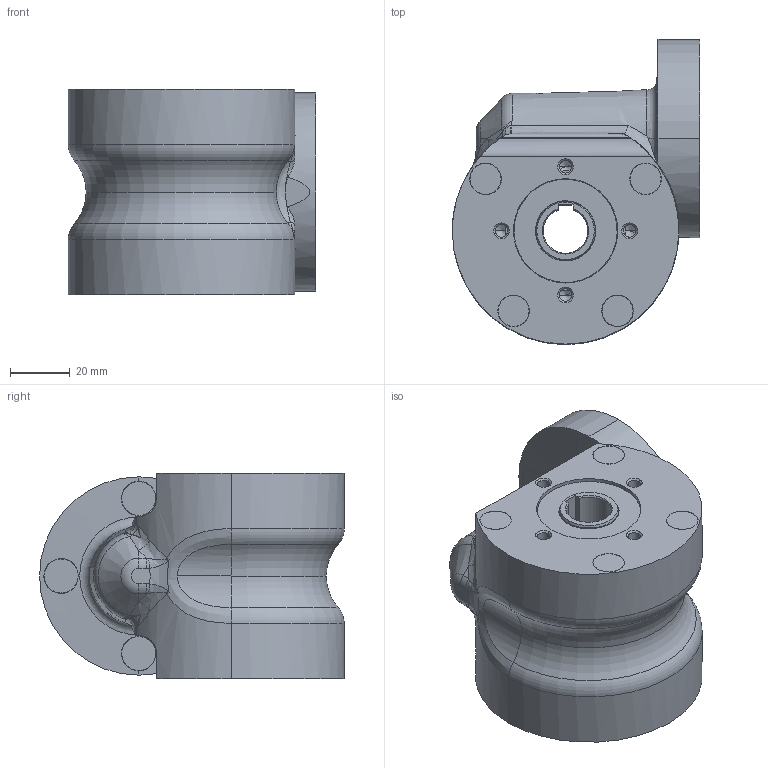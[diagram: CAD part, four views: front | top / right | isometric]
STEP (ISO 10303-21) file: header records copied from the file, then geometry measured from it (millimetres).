
FILE_DESCRIPTION (( 'STEP AP214' ), '1' );
FILE_NAME ('Getriebe_VES31_2531666000.STEP', '2022-02-28T14:00:32', ( '' ), ( '' ), 'SwSTEP 2.0', 'SolidWorks 2020', '' );
FILE_SCHEMA (( 'AUTOMOTIVE_DESIGN' ));
Length unit declared in the file: millimetre
Products named in the file (1): Getriebe_VES31_2531666000
Bounding box: 83 x 102.25 x 69 mm (x, y, z)
Volume: 304937.9 mm3; surface area: 62683.6 mm2
Topology: 25 solids, 46 shells, 1159 faces, 2613 edges, 1598 vertices
Faces by surface type: cylinder 396, plane 304, cone 235, torus 139, bspline 55, sphere 30
Entity records: 47473 total; most frequent: CARTESIAN_POINT 8437, DIRECTION 6048, ORIENTED_EDGE 5114, AXIS2_PLACEMENT_3D 2595, EDGE_CURVE 2557, VERTEX_POINT 1592, CIRCLE 1490, EDGE_LOOP 1301
